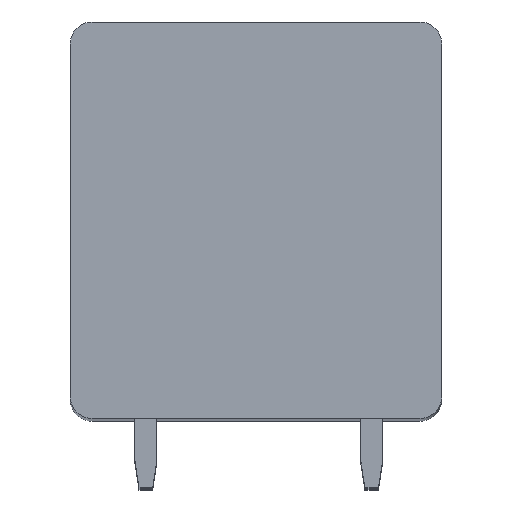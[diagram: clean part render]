
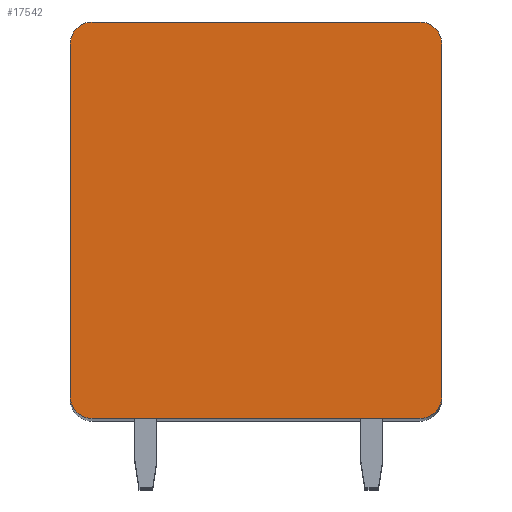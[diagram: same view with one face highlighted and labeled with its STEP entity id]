
A CAD part, top view. The second image highlights one B-rep face of the part: STEP entity #17542.
In plain terms, the highlighted planar face has unit normal (0, 0, 1).
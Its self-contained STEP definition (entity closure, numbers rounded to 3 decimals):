
#2193=CARTESIAN_POINT('',(-5.95,6.4,1.75));
#2194=DIRECTION('',(0.,0.,1.));
#2195=DIRECTION('',(0.,1.,0.));
#2196=AXIS2_PLACEMENT_3D('',#2193,#2194,#2195);
#2198=DIRECTION('',(-1.,0.,0.));
#2199=VECTOR('',#2198,11.9);
#2200=CARTESIAN_POINT('',(5.95,7.2,1.75));
#2201=LINE('',#2200,#2199);
#2202=CARTESIAN_POINT('',(5.95,6.4,1.75));
#2203=DIRECTION('',(0.,0.,1.));
#2204=DIRECTION('',(1.,0.,0.));
#2205=AXIS2_PLACEMENT_3D('',#2202,#2203,#2204);
#2207=DIRECTION('',(0.,1.,0.));
#2208=VECTOR('',#2207,12.8);
#2209=CARTESIAN_POINT('',(6.75,-6.4,1.75));
#2210=LINE('',#2209,#2208);
#2211=CARTESIAN_POINT('',(5.95,-6.4,1.75));
#2212=DIRECTION('',(0.,0.,1.));
#2213=DIRECTION('',(0.,-1.,0.));
#2214=AXIS2_PLACEMENT_3D('',#2211,#2212,#2213);
#2216=DIRECTION('',(1.,0.,0.));
#2217=VECTOR('',#2216,11.9);
#2218=CARTESIAN_POINT('',(-5.95,-7.2,1.75));
#2219=LINE('',#2218,#2217);
#2220=CARTESIAN_POINT('',(-5.95,-6.4,1.75));
#2221=DIRECTION('',(0.,0.,1.));
#2222=DIRECTION('',(-1.,0.,0.));
#2223=AXIS2_PLACEMENT_3D('',#2220,#2221,#2222);
#2225=DIRECTION('',(0.,-1.,0.));
#2226=VECTOR('',#2225,12.8);
#2227=CARTESIAN_POINT('',(-6.75,6.4,1.75));
#2228=LINE('',#2227,#2226);
#12959=CARTESIAN_POINT('',(-5.95,7.2,1.75));
#12960=VERTEX_POINT('',#12959);
#12961=CARTESIAN_POINT('',(-6.75,6.4,1.75));
#12962=VERTEX_POINT('',#12961);
#12967=CARTESIAN_POINT('',(6.75,6.4,1.75));
#12968=VERTEX_POINT('',#12967);
#12969=CARTESIAN_POINT('',(5.95,7.2,1.75));
#12970=VERTEX_POINT('',#12969);
#12975=CARTESIAN_POINT('',(-6.75,-6.4,1.75));
#12976=VERTEX_POINT('',#12975);
#12977=CARTESIAN_POINT('',(-5.95,-7.2,1.75));
#12978=VERTEX_POINT('',#12977);
#12983=CARTESIAN_POINT('',(5.95,-7.2,1.75));
#12984=VERTEX_POINT('',#12983);
#12985=CARTESIAN_POINT('',(6.75,-6.4,1.75));
#12986=VERTEX_POINT('',#12985);
#17527=CARTESIAN_POINT('',(0.,0.,1.75));
#17528=DIRECTION('',(0.,0.,1.));
#17529=DIRECTION('',(1.,0.,0.));
#17530=AXIS2_PLACEMENT_3D('',#17527,#17528,#17529);
#17531=PLANE('',#17530);
#17532=ORIENTED_EDGE('',*,*,#16175,.F.);
#17533=ORIENTED_EDGE('',*,*,#16191,.F.);
#17534=ORIENTED_EDGE('',*,*,#16652,.F.);
#17535=ORIENTED_EDGE('',*,*,#16667,.F.);
#17536=ORIENTED_EDGE('',*,*,#17000,.F.);
#17537=ORIENTED_EDGE('',*,*,#17013,.F.);
#17538=ORIENTED_EDGE('',*,*,#17348,.F.);
#17539=ORIENTED_EDGE('',*,*,#17360,.F.);
#17540=EDGE_LOOP('',(#17532,#17533,#17534,#17535,#17536,#17537,#17538,#17539));
#17541=FACE_OUTER_BOUND('',#17540,.F.);
#2197=CIRCLE('',#2196,0.8);
#2206=CIRCLE('',#2205,0.8);
#2215=CIRCLE('',#2214,0.8);
#2224=CIRCLE('',#2223,0.8);
#16175=EDGE_CURVE('',#12960,#12962,#2197,.T.);
#16191=EDGE_CURVE('',#12970,#12960,#2201,.T.);
#16652=EDGE_CURVE('',#12968,#12970,#2206,.T.);
#16667=EDGE_CURVE('',#12986,#12968,#2210,.T.);
#17000=EDGE_CURVE('',#12984,#12986,#2215,.T.);
#17013=EDGE_CURVE('',#12978,#12984,#2219,.T.);
#17348=EDGE_CURVE('',#12976,#12978,#2224,.T.);
#17360=EDGE_CURVE('',#12962,#12976,#2228,.T.);
#17542=ADVANCED_FACE('',(#17541),#17531,.T.);
